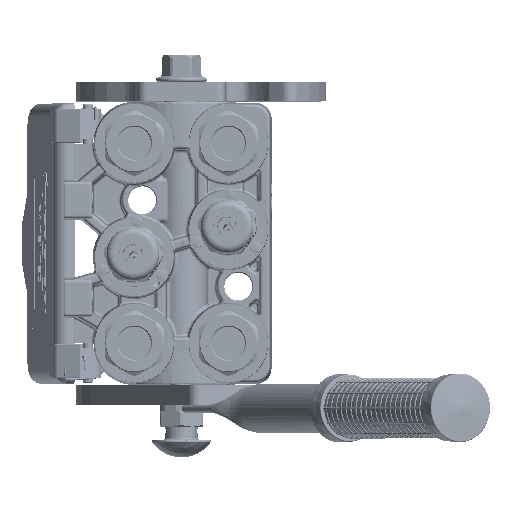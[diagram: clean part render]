
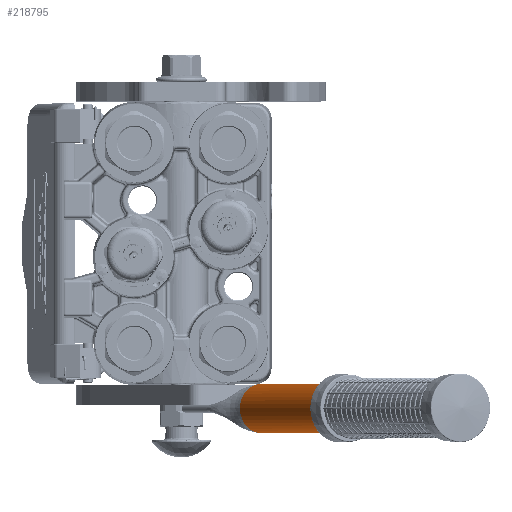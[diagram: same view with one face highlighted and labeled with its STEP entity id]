
A CAD part, top view. The second image highlights one B-rep face of the part: STEP entity #218795.
In plain terms, the highlighted cylindrical face has radius 12.5 mm (diameter 25 mm), a partial arc.
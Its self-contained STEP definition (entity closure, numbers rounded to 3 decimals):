
#5370 = CARTESIAN_POINT ( 'NONE',  ( 12.481, 0.178, 0.688 ) ) ;
#9125 = CARTESIAN_POINT ( 'NONE',  ( 12.499, 0.235, 0.221 ) ) ;
#13445 = CARTESIAN_POINT ( 'NONE',  ( 0., 0., 0. ) ) ;
#14344 = DIRECTION ( 'NONE',  ( -1., 0., 0. ) ) ;
#15421 = EDGE_LOOP ( 'NONE', ( #250472, #154504, #96800, #275418, #109387, #112799, #63951 ) ) ;
#18155 = DIRECTION ( 'NONE',  ( -0.994, 0., 0.109 ) ) ;
#19527 = CARTESIAN_POINT ( 'NONE',  ( -12.5, 0.24, 0. ) ) ;
#23329 = B_SPLINE_CURVE_WITH_KNOTS ( 'NONE', 3,
 ( #268017, #267120, #9125, #116373, #49894, #199897, #138258, #160040, #48016, #30034, #265242, #5370, #201737, #157274, #73657 ),
 .UNSPECIFIED., .F., .F.,
 ( 4, 2, 2, 1, 1, 1, 2, 2, 4 ),
 ( 0., 0.25, 0.375, 0.437, 0.469, 0.484, 0.492, 0.5, 1. ),
 .UNSPECIFIED. ) ;
#23502 = LINE ( 'NONE', #176952, #247508 ) ;
#30034 = CARTESIAN_POINT ( 'NONE',  ( 12.482, 0.18, 0.676 ) ) ;
#35291 = DIRECTION ( 'NONE',  ( 1., 0., 0. ) ) ;
#48016 = CARTESIAN_POINT ( 'NONE',  ( 12.482, 0.182, 0.665 ) ) ;
#48034 = EDGE_CURVE ( 'NONE', #234969, #258492, #61894, .T. ) ;
#49894 = CARTESIAN_POINT ( 'NONE',  ( 12.492, 0.214, 0.452 ) ) ;
#53499 = EDGE_CURVE ( 'NONE', #144818, #158095, #23502, .T. ) ;
#58061 = CARTESIAN_POINT ( 'NONE',  ( 12.5, 0.24, 0. ) ) ;
#61894 = B_SPLINE_CURVE_WITH_KNOTS ( 'NONE', 3,
 ( #100344, #124011, #212092, #147764, #128672, #213942, #126803, #280253, #260390, #84039, #278396, #234873, #106854, #105015, #107820, #19527 ),
 .UNSPECIFIED., .F., .F.,
 ( 4, 2, 1, 2, 2, 1, 2, 2, 4 ),
 ( 0., 0.25, 0.312, 0.328, 0.344, 0.375, 0.437, 0.5, 1. ),
 .UNSPECIFIED. ) ;
#63951 = ORIENTED_EDGE ( 'NONE', *, *, #80838, .F. ) ;
#65482 = CARTESIAN_POINT ( 'NONE',  ( 0., 0., 0. ) ) ;
#73657 = CARTESIAN_POINT ( 'NONE',  ( 12.426, 0., 1.36 ) ) ;
#80838 = EDGE_CURVE ( 'NONE', #144818, #96385, #23329, .T. ) ;
#84039 = CARTESIAN_POINT ( 'NONE',  ( -12.471, 0.146, 0.847 ) ) ;
#86078 = VECTOR ( 'NONE', #93147, 1000. ) ;
#91326 = AXIS2_PLACEMENT_3D ( 'NONE', #112005, #263659, #135714 ) ;
#93147 = DIRECTION ( 'NONE',  ( 0., 1., 0. ) ) ;
#96385 = VERTEX_POINT ( 'NONE', #193887 ) ;
#96800 = ORIENTED_EDGE ( 'NONE', *, *, #221119, .F. ) ;
#100344 = CARTESIAN_POINT ( 'NONE',  ( -12.426, 0., 1.36 ) ) ;
#105015 = CARTESIAN_POINT ( 'NONE',  ( -12.494, 0.221, 0.449 ) ) ;
#106854 = CARTESIAN_POINT ( 'NONE',  ( -12.479, 0.172, 0.721 ) ) ;
#107185 = CIRCLE ( 'NONE', #280077, 12.5 ) ;
#107820 = CARTESIAN_POINT ( 'NONE',  ( -12.5, 0.24, 0.216 ) ) ;
#109387 = ORIENTED_EDGE ( 'NONE', *, *, #123110, .T. ) ;
#112005 = CARTESIAN_POINT ( 'NONE',  ( 0., 0., 0. ) ) ;
#112799 = ORIENTED_EDGE ( 'NONE', *, *, #271489, .T. ) ;
#116373 = CARTESIAN_POINT ( 'NONE',  ( 12.494, 0.22, 0.394 ) ) ;
#123110 = EDGE_CURVE ( 'NONE', #234969, #209498, #215913, .T. ) ;
#124011 = CARTESIAN_POINT ( 'NONE',  ( -12.441, 0.049, 1.219 ) ) ;
#126803 = CARTESIAN_POINT ( 'NONE',  ( -12.466, 0.13, 0.917 ) ) ;
#128246 = DIRECTION ( 'NONE',  ( 0., 1., 0. ) ) ;
#128672 = CARTESIAN_POINT ( 'NONE',  ( -12.464, 0.121, 0.953 ) ) ;
#134998 = CARTESIAN_POINT ( 'NONE',  ( -12.5, 0.24, 0. ) ) ;
#135373 = CARTESIAN_POINT ( 'NONE',  ( 0., 198., 0. ) ) ;
#135714 = DIRECTION ( 'NONE',  ( -0.994, 0., 0.109 ) ) ;
#138258 = CARTESIAN_POINT ( 'NONE',  ( 12.486, 0.195, 0.586 ) ) ;
#141707 = CYLINDRICAL_SURFACE ( 'NONE', #207149, 12.5 ) ;
#144818 = VERTEX_POINT ( 'NONE', #58061 ) ;
#147764 = CARTESIAN_POINT ( 'NONE',  ( -12.461, 0.114, 0.981 ) ) ;
#154504 = ORIENTED_EDGE ( 'NONE', *, *, #172441, .F. ) ;
#155347 = VERTEX_POINT ( 'NONE', #182397 ) ;
#157274 = CARTESIAN_POINT ( 'NONE',  ( 12.456, 0.096, 1.087 ) ) ;
#158095 = VERTEX_POINT ( 'NONE', #231136 ) ;
#160040 = CARTESIAN_POINT ( 'NONE',  ( 12.484, 0.186, 0.638 ) ) ;
#165428 = CARTESIAN_POINT ( 'NONE',  ( -12.5, 0.24, 0. ) ) ;
#166348 = CARTESIAN_POINT ( 'NONE',  ( -12.426, 0., 1.36 ) ) ;
#172441 = EDGE_CURVE ( 'NONE', #155347, #158095, #273184, .T. ) ;
#176952 = CARTESIAN_POINT ( 'NONE',  ( 12.5, 0.24, 0. ) ) ;
#177145 = DIRECTION ( 'NONE',  ( 0., 1., 0. ) ) ;
#182397 = CARTESIAN_POINT ( 'NONE',  ( -12.5, 198., 0. ) ) ;
#189010 = DIRECTION ( 'NONE',  ( 0., -1., 0. ) ) ;
#193887 = CARTESIAN_POINT ( 'NONE',  ( 12.426, 0., 1.36 ) ) ;
#199897 = CARTESIAN_POINT ( 'NONE',  ( 12.488, 0.202, 0.541 ) ) ;
#201737 = CARTESIAN_POINT ( 'NONE',  ( 12.472, 0.146, 0.859 ) ) ;
#207149 = AXIS2_PLACEMENT_3D ( 'NONE', #13445, #189010, #35291 ) ;
#209498 = VERTEX_POINT ( 'NONE', #268323 ) ;
#212092 = CARTESIAN_POINT ( 'NONE',  ( -12.452, 0.083, 1.1 ) ) ;
#213942 = CARTESIAN_POINT ( 'NONE',  ( -12.466, 0.127, 0.927 ) ) ;
#215059 = LINE ( 'NONE', #134998, #86078 ) ;
#215913 = CIRCLE ( 'NONE', #91326, 12.5 ) ;
#217876 = AXIS2_PLACEMENT_3D ( 'NONE', #135373, #177145, #14344 ) ;
#218795 = ADVANCED_FACE ( 'NONE', ( #240079 ), #141707, .T. ) ;
#219517 = DIRECTION ( 'NONE',  ( 0., 1., 0. ) ) ;
#221119 = EDGE_CURVE ( 'NONE', #258492, #155347, #215059, .T. ) ;
#231136 = CARTESIAN_POINT ( 'NONE',  ( 12.5, 198., 0. ) ) ;
#234873 = CARTESIAN_POINT ( 'NONE',  ( -12.478, 0.167, 0.748 ) ) ;
#234969 = VERTEX_POINT ( 'NONE', #166348 ) ;
#240079 = FACE_OUTER_BOUND ( 'NONE', #15421, .T. ) ;
#247508 = VECTOR ( 'NONE', #219517, 1000. ) ;
#250472 = ORIENTED_EDGE ( 'NONE', *, *, #53499, .T. ) ;
#258492 = VERTEX_POINT ( 'NONE', #165428 ) ;
#260390 = CARTESIAN_POINT ( 'NONE',  ( -12.468, 0.136, 0.889 ) ) ;
#263659 = DIRECTION ( 'NONE',  ( 0., 1., 0. ) ) ;
#265242 = CARTESIAN_POINT ( 'NONE',  ( 12.481, 0.178, 0.683 ) ) ;
#267120 = CARTESIAN_POINT ( 'NONE',  ( 12.5, 0.24, 0.108 ) ) ;
#268017 = CARTESIAN_POINT ( 'NONE',  ( 12.5, 0.24, 0. ) ) ;
#268323 = CARTESIAN_POINT ( 'NONE',  ( 0., 0., 12.5 ) ) ;
#271489 = EDGE_CURVE ( 'NONE', #209498, #96385, #107185, .T. ) ;
#273184 = CIRCLE ( 'NONE', #217876, 12.5 ) ;
#275418 = ORIENTED_EDGE ( 'NONE', *, *, #48034, .F. ) ;
#278396 = CARTESIAN_POINT ( 'NONE',  ( -12.474, 0.155, 0.804 ) ) ;
#280077 = AXIS2_PLACEMENT_3D ( 'NONE', #65482, #128246, #18155 ) ;
#280253 = CARTESIAN_POINT ( 'NONE',  ( -12.467, 0.131, 0.91 ) ) ;
